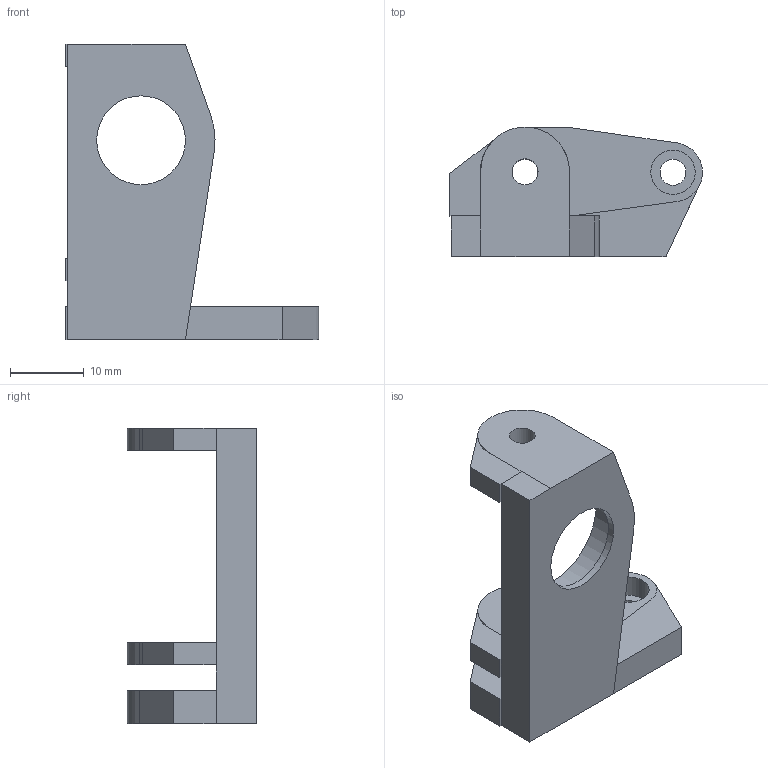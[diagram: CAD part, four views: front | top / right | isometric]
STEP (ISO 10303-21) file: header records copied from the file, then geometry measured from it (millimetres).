
FILE_DESCRIPTION(/* description */ (''),/* implementation_level */ '2;1');
FILE_NAME(/* name */ 'Wheel Steering mount(Mirror) (3).step',/* time_stamp */ '2024-09-11T13:49:28+02:00',/* author */ (''),/* organization */ (''),/* preprocessor_version */ 'ST-DEVELOPER v20',/* originating_system */ 'Autodesk Translation Framework v13.14.0.145',/* authorisation */ '');
FILE_SCHEMA (('AUTOMOTIVE_DESIGN { 1 0 10303 214 3 1 1 }'));
Length unit declared in the file: millimetre
Products named in the file (1): Wheel Steering mount(Mirror) (3)
Bounding box: 34.21 x 17.5 x 40 mm (x, y, z)
Volume: 5640.4 mm3; surface area: 4095.9 mm2
Topology: 1 solids, 1 shells, 54 faces, 147 edges, 94 vertices
Faces by surface type: plane 37, cylinder 17
Full cylindrical faces by diameter (mm): 3.5 x4, 6 x1, 12 x1, 16.2 x1
Entity records: 1759 total; most frequent: CARTESIAN_POINT 299, DIRECTION 298, ORIENTED_EDGE 294, EDGE_CURVE 147, LINE 104, VECTOR 104, AXIS2_PLACEMENT_3D 97, VERTEX_POINT 94
